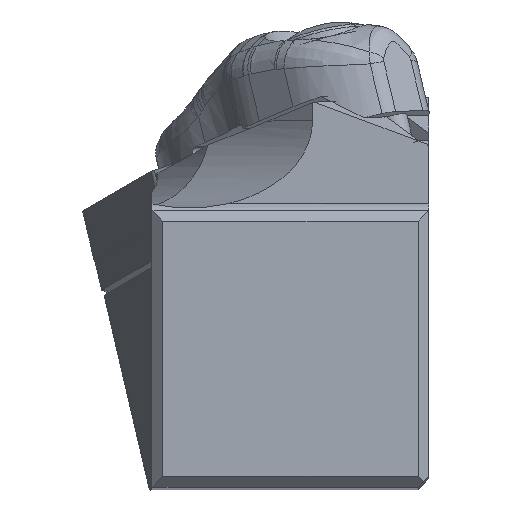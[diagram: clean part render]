
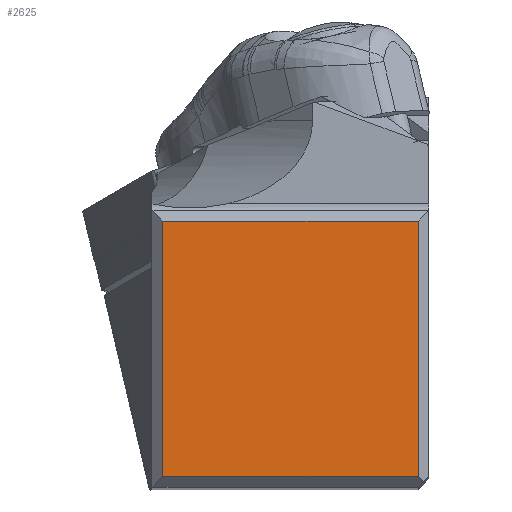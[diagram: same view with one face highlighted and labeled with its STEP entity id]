
A CAD part, top view. The second image highlights one B-rep face of the part: STEP entity #2625.
In plain terms, the highlighted planar face has unit normal (0, 0, 1).
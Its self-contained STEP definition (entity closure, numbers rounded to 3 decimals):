
#2340=FACE_OUTER_BOUND('',#3035,.T.);
#2625=ADVANCED_FACE('',(#2340),#2858,.T.);
#2858=PLANE('',#7791);
#3035=EDGE_LOOP('',(#3858,#3859,#3860,#3861));
#3858=ORIENTED_EDGE('',*,*,#5858,.F.);
#3859=ORIENTED_EDGE('',*,*,#5864,.F.);
#3860=ORIENTED_EDGE('',*,*,#5865,.F.);
#3861=ORIENTED_EDGE('',*,*,#5866,.F.);
#5193=VERTEX_POINT('',#12463);
#5195=VERTEX_POINT('',#12466);
#5196=VERTEX_POINT('',#12474);
#5197=VERTEX_POINT('',#12478);
#5858=EDGE_CURVE('',#5193,#5195,#6830,.T.);
#5864=EDGE_CURVE('',#5196,#5193,#6836,.T.);
#5865=EDGE_CURVE('',#5197,#5196,#6837,.T.);
#5866=EDGE_CURVE('',#5195,#5197,#6838,.T.);
#6830=LINE('',#12465,#7119);
#6836=LINE('',#12475,#7125);
#6837=LINE('',#12477,#7126);
#6838=LINE('',#12479,#7127);
#7119=VECTOR('',#8663,1.);
#7125=VECTOR('',#8673,1.);
#7126=VECTOR('',#8676,1.);
#7127=VECTOR('',#8677,1.);
#7791=AXIS2_PLACEMENT_3D('',#12480,#8678,#8679);
#8663=DIRECTION('',(-1.,0.,0.));
#8673=DIRECTION('',(0.,-1.,0.));
#8676=DIRECTION('',(1.,0.,0.));
#8677=DIRECTION('',(0.,1.,0.));
#8678=DIRECTION('',(0.,0.,1.));
#8679=DIRECTION('',(-1.,0.,0.));
#12463=CARTESIAN_POINT('',(-1.,1.,0.));
#12465=CARTESIAN_POINT('',(-1.,1.,0.));
#12466=CARTESIAN_POINT('',(-24.4,1.,0.));
#12474=CARTESIAN_POINT('',(-1.,24.4,0.));
#12475=CARTESIAN_POINT('',(-1.,24.4,0.));
#12477=CARTESIAN_POINT('',(-24.4,24.4,0.));
#12478=CARTESIAN_POINT('',(-24.4,24.4,0.));
#12479=CARTESIAN_POINT('',(-24.4,1.,0.));
#12480=CARTESIAN_POINT('',(-12.7,12.7,0.));
